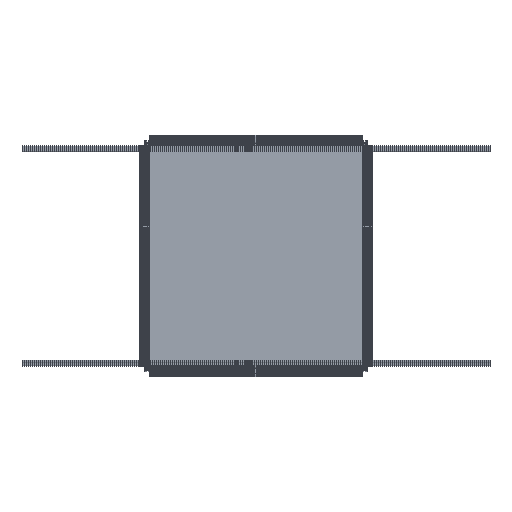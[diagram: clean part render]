
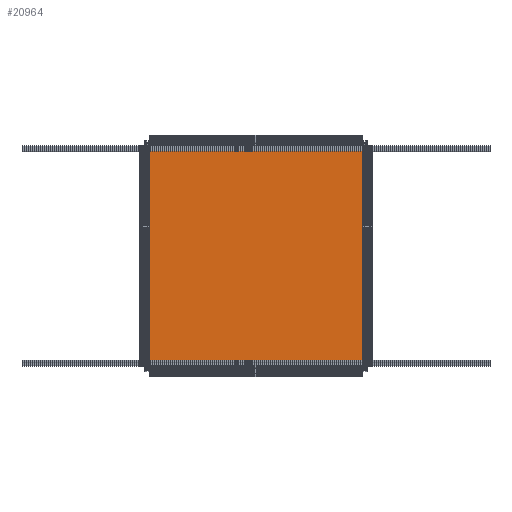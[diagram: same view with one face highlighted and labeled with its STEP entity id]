
A CAD part, top view. The second image highlights one B-rep face of the part: STEP entity #20964.
In plain terms, the highlighted face is planar.
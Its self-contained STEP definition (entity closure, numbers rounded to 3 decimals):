
#20568=CARTESIAN_POINT('',(420.,425.,0.));
#20569=VERTEX_POINT('',#20568);
#20576=CARTESIAN_POINT('',(-420.,425.,-0.));
#20577=VERTEX_POINT('',#20576);
#20578=CARTESIAN_POINT('',(420.,425.,0.));
#20579=DIRECTION('',(-1.,0.,-0.));
#20580=VECTOR('',#20579,8400.);
#20581=LINE('',#20578,#20580);
#20582=EDGE_CURVE('',#20569,#20577,#20581,.T.);
#20606=CARTESIAN_POINT('',(420.,405.,0.));
#20607=VERTEX_POINT('',#20606);
#20614=CARTESIAN_POINT('',(420.,405.,0.));
#20615=DIRECTION('',(0.,1.,0.));
#20616=VECTOR('',#20615,200.);
#20617=LINE('',#20614,#20616);
#20618=EDGE_CURVE('',#20607,#20569,#20617,.T.);
#20637=CARTESIAN_POINT('',(440.,405.,0.));
#20638=VERTEX_POINT('',#20637);
#20645=CARTESIAN_POINT('',(440.,405.,0.));
#20646=DIRECTION('',(-1.,0.,-0.));
#20647=VECTOR('',#20646,200.);
#20648=LINE('',#20645,#20647);
#20649=EDGE_CURVE('',#20638,#20607,#20648,.T.);
#20668=CARTESIAN_POINT('',(440.,-405.,0.));
#20669=VERTEX_POINT('',#20668);
#20676=CARTESIAN_POINT('',(440.,-405.,0.));
#20677=DIRECTION('',(0.,1.,0.));
#20678=VECTOR('',#20677,8100.);
#20679=LINE('',#20676,#20678);
#20680=EDGE_CURVE('',#20669,#20638,#20679,.T.);
#20699=CARTESIAN_POINT('',(420.,-405.,0.));
#20700=VERTEX_POINT('',#20699);
#20707=CARTESIAN_POINT('',(420.,-405.,0.));
#20708=DIRECTION('',(1.,-0.,0.));
#20709=VECTOR('',#20708,200.);
#20710=LINE('',#20707,#20709);
#20711=EDGE_CURVE('',#20700,#20669,#20710,.T.);
#20730=CARTESIAN_POINT('',(420.,-425.,0.));
#20731=VERTEX_POINT('',#20730);
#20738=CARTESIAN_POINT('',(420.,-425.,0.));
#20739=DIRECTION('',(0.,1.,0.));
#20740=VECTOR('',#20739,200.);
#20741=LINE('',#20738,#20740);
#20742=EDGE_CURVE('',#20731,#20700,#20741,.T.);
#20761=CARTESIAN_POINT('',(-420.,-425.,-0.));
#20762=VERTEX_POINT('',#20761);
#20769=CARTESIAN_POINT('',(-420.,-425.,-0.));
#20770=DIRECTION('',(1.,-0.,0.));
#20771=VECTOR('',#20770,8400.);
#20772=LINE('',#20769,#20771);
#20773=EDGE_CURVE('',#20762,#20731,#20772,.T.);
#20792=CARTESIAN_POINT('',(-420.,-405.,-0.));
#20793=VERTEX_POINT('',#20792);
#20800=CARTESIAN_POINT('',(-420.,-405.,-0.));
#20801=DIRECTION('',(-0.,-1.,-0.));
#20802=VECTOR('',#20801,200.);
#20803=LINE('',#20800,#20802);
#20804=EDGE_CURVE('',#20793,#20762,#20803,.T.);
#20823=CARTESIAN_POINT('',(-440.,-405.,-0.));
#20824=VERTEX_POINT('',#20823);
#20831=CARTESIAN_POINT('',(-440.,-405.,-0.));
#20832=DIRECTION('',(1.,-0.,0.));
#20833=VECTOR('',#20832,200.);
#20834=LINE('',#20831,#20833);
#20835=EDGE_CURVE('',#20824,#20793,#20834,.T.);
#20854=CARTESIAN_POINT('',(-440.,405.,-0.));
#20855=VERTEX_POINT('',#20854);
#20862=CARTESIAN_POINT('',(-440.,405.,-0.));
#20863=DIRECTION('',(-0.,-1.,-0.));
#20864=VECTOR('',#20863,8100.);
#20865=LINE('',#20862,#20864);
#20866=EDGE_CURVE('',#20855,#20824,#20865,.T.);
#20885=CARTESIAN_POINT('',(-420.,405.,-0.));
#20886=VERTEX_POINT('',#20885);
#20893=CARTESIAN_POINT('',(-420.,405.,-0.));
#20894=DIRECTION('',(-1.,0.,-0.));
#20895=VECTOR('',#20894,200.);
#20896=LINE('',#20893,#20895);
#20897=EDGE_CURVE('',#20886,#20855,#20896,.T.);
#20915=CARTESIAN_POINT('',(-420.,425.,-0.));
#20916=DIRECTION('',(-0.,-1.,-0.));
#20917=VECTOR('',#20916,200.);
#20918=LINE('',#20915,#20917);
#20919=EDGE_CURVE('',#20577,#20886,#20918,.T.);
#20945=CARTESIAN_POINT('',(0.,-0.,0.));
#20946=DIRECTION('',(-0.,-0.,1.));
#20947=DIRECTION('',(1.,-0.,0.));
#20948=AXIS2_PLACEMENT_3D('',#20945,#20946,#20947);
#20949=PLANE('',#20948);
#20950=ORIENTED_EDGE('',*,*,#20919,.F.);
#20951=ORIENTED_EDGE('',*,*,#20582,.F.);
#20952=ORIENTED_EDGE('',*,*,#20618,.F.);
#20953=ORIENTED_EDGE('',*,*,#20649,.F.);
#20954=ORIENTED_EDGE('',*,*,#20680,.F.);
#20955=ORIENTED_EDGE('',*,*,#20711,.F.);
#20956=ORIENTED_EDGE('',*,*,#20742,.F.);
#20957=ORIENTED_EDGE('',*,*,#20773,.F.);
#20958=ORIENTED_EDGE('',*,*,#20804,.F.);
#20959=ORIENTED_EDGE('',*,*,#20835,.F.);
#20960=ORIENTED_EDGE('',*,*,#20866,.F.);
#20961=ORIENTED_EDGE('',*,*,#20897,.F.);
#20962=EDGE_LOOP('',(#20950,#20951,#20952,#20953,#20954,#20955,#20956,#20957,#20958,#20959,#20960,#20961));
#20963=FACE_BOUND('',#20962,.T.);
#20964=ADVANCED_FACE('',(#20963),#20949,.F.);
